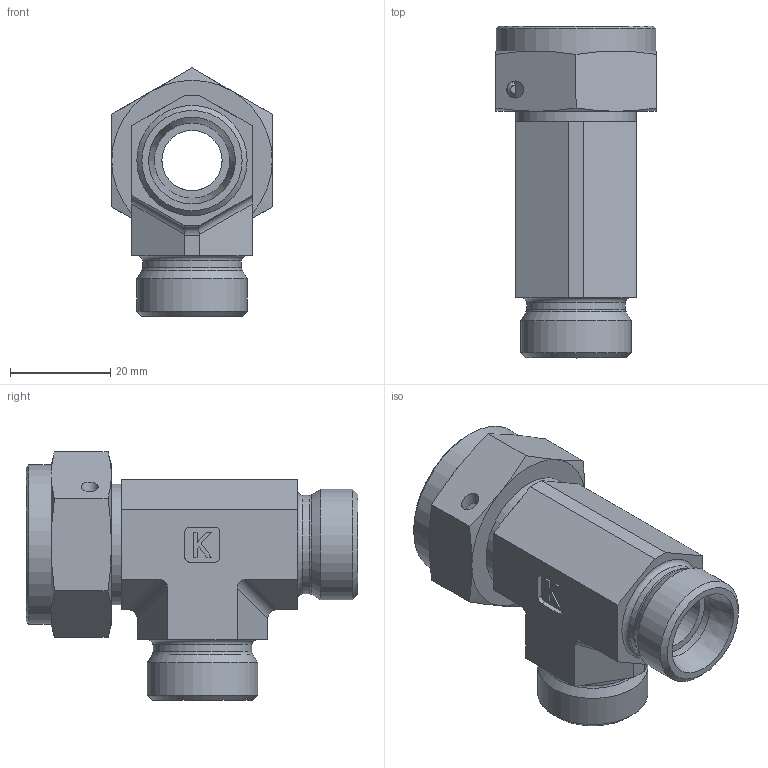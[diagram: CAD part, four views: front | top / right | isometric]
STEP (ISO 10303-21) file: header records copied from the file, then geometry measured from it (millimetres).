
FILE_DESCRIPTION((''),'2;1');
FILE_NAME('37681181515.stp','2014-03-05T12:55:11',('User'),(''),'Autodesk Inventor 2012','Autodesk Inventor 2012','');
FILE_SCHEMA(('AUTOMOTIVE_DESIGN { 1 0 10303 214 1 1 1 1 }'));
Length unit declared in the file: millimetre
Products named in the file (1): Součást6
Bounding box: 32 x 66.15 x 49.48 mm (x, y, z)
Volume: 32155.9 mm3; surface area: 13644.5 mm2
Topology: 2 solids, 2 shells, 119 faces, 281 edges, 177 vertices
Faces by surface type: plane 61, cone 25, cylinder 24, torus 9
Full cylindrical faces by diameter (mm): 3.4 x1, 12 x2, 15 x2, 19.7 x2, 22 x2, 24 x1, 24.376 x1, 31.8 x1
Entity records: 3227 total; most frequent: CARTESIAN_POINT 641, DIRECTION 541, ORIENTED_EDGE 478, EDGE_CURVE 239, AXIS2_PLACEMENT_3D 210, EDGE_LOOP 169, VERTEX_POINT 168, VECTOR 121
